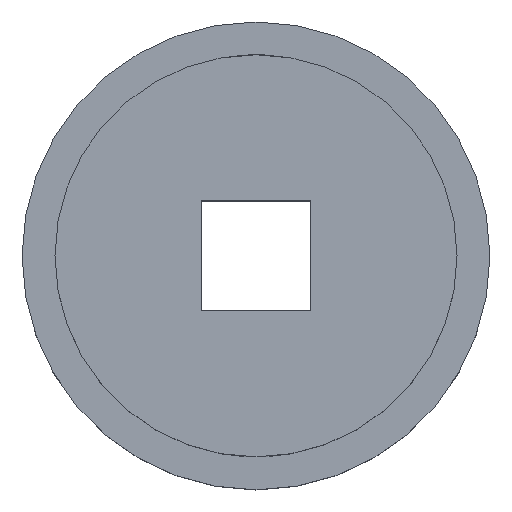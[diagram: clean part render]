
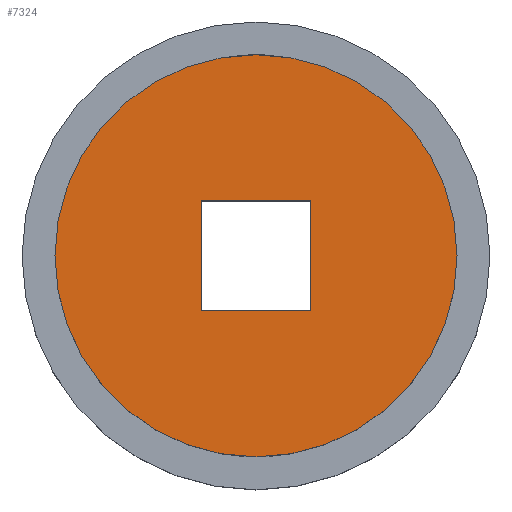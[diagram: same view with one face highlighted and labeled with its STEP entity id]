
A CAD part, top view. The second image highlights one B-rep face of the part: STEP entity #7324.
In plain terms, the highlighted planar face has unit normal (0, 0, 1).
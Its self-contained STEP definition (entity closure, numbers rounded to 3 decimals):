
#36 = ORIENTED_EDGE ( 'NONE', *, *, #6686, .F. ) ;
#44 = ORIENTED_EDGE ( 'NONE', *, *, #9961, .F. ) ;
#354 = CARTESIAN_POINT ( 'NONE',  ( 0., 0., 22. ) ) ;
#408 = EDGE_CURVE ( 'NONE', #10694, #4568, #1576, .T. ) ;
#594 = CARTESIAN_POINT ( 'NONE',  ( 7.5, -7.5, 22. ) ) ;
#1067 = DIRECTION ( 'NONE',  ( 0., 1., 0. ) ) ;
#1133 = LINE ( 'NONE', #2050, #6721 ) ;
#1319 = EDGE_LOOP ( 'NONE', ( #36, #6507, #44, #1625 ) ) ;
#1576 = LINE ( 'NONE', #594, #10735 ) ;
#1625 = ORIENTED_EDGE ( 'NONE', *, *, #6168, .F. ) ;
#1632 = CARTESIAN_POINT ( 'NONE',  ( 0., 0., 22. ) ) ;
#1865 = LINE ( 'NONE', #2774, #7533 ) ;
#2050 = CARTESIAN_POINT ( 'NONE',  ( 7.5, 7.5, 22. ) ) ;
#2162 = DIRECTION ( 'NONE',  ( 0., -1., 0. ) ) ;
#2258 = AXIS2_PLACEMENT_3D ( 'NONE', #1632, #5585, #12807 ) ;
#2375 = DIRECTION ( 'NONE',  ( 0., 0., 1. ) ) ;
#2774 = CARTESIAN_POINT ( 'NONE',  ( -7.5, 7.5, 22. ) ) ;
#3146 = EDGE_CURVE ( 'NONE', #6854, #11834, #9959, .T. ) ;
#3368 = VERTEX_POINT ( 'NONE', #7648 ) ;
#4114 = CIRCLE ( 'NONE', #2258, 27.5 ) ;
#4136 = AXIS2_PLACEMENT_3D ( 'NONE', #8364, #6411, #12153 ) ;
#4355 = LINE ( 'NONE', #5262, #6146 ) ;
#4568 = VERTEX_POINT ( 'NONE', #12291 ) ;
#5262 = CARTESIAN_POINT ( 'NONE',  ( -7.5, -7.5, 22. ) ) ;
#5585 = DIRECTION ( 'NONE',  ( 0., 0., 1. ) ) ;
#5648 = EDGE_LOOP ( 'NONE', ( #12107, #6869 ) ) ;
#5726 = CARTESIAN_POINT ( 'NONE',  ( 27.5, 0., 22. ) ) ;
#5824 = DIRECTION ( 'NONE',  ( -1., 0., 0. ) ) ;
#5992 = DIRECTION ( 'NONE',  ( 1., 0., 0. ) ) ;
#6081 = CARTESIAN_POINT ( 'NONE',  ( -7.5, 7.5, 22. ) ) ;
#6146 = VECTOR ( 'NONE', #2162, 1000. ) ;
#6168 = EDGE_CURVE ( 'NONE', #3368, #6491, #1865, .T. ) ;
#6411 = DIRECTION ( 'NONE',  ( 0., 0., 1. ) ) ;
#6491 = VERTEX_POINT ( 'NONE', #6081 ) ;
#6507 = ORIENTED_EDGE ( 'NONE', *, *, #408, .F. ) ;
#6686 = EDGE_CURVE ( 'NONE', #4568, #3368, #1133, .T. ) ;
#6721 = VECTOR ( 'NONE', #1067, 1000. ) ;
#6854 = VERTEX_POINT ( 'NONE', #10677 ) ;
#6869 = ORIENTED_EDGE ( 'NONE', *, *, #12349, .T. ) ;
#7120 = AXIS2_PLACEMENT_3D ( 'NONE', #354, #2375, #7381 ) ;
#7264 = FACE_OUTER_BOUND ( 'NONE', #5648, .T. ) ;
#7324 = ADVANCED_FACE ( 'NONE', ( #9206, #7264 ), #10380, .T. ) ;
#7381 = DIRECTION ( 'NONE',  ( 1., 0., 0. ) ) ;
#7533 = VECTOR ( 'NONE', #5824, 1000. ) ;
#7648 = CARTESIAN_POINT ( 'NONE',  ( 7.5, 7.5, 22. ) ) ;
#8364 = CARTESIAN_POINT ( 'NONE',  ( 0., 0., 22. ) ) ;
#9206 = FACE_BOUND ( 'NONE', #1319, .T. ) ;
#9959 = CIRCLE ( 'NONE', #4136, 27.5 ) ;
#9961 = EDGE_CURVE ( 'NONE', #6491, #10694, #4355, .T. ) ;
#10188 = CARTESIAN_POINT ( 'NONE',  ( -7.5, -7.5, 22. ) ) ;
#10380 = PLANE ( 'NONE',  #7120 ) ;
#10677 = CARTESIAN_POINT ( 'NONE',  ( -27.5, 0., 22. ) ) ;
#10694 = VERTEX_POINT ( 'NONE', #10188 ) ;
#10735 = VECTOR ( 'NONE', #5992, 1000. ) ;
#11834 = VERTEX_POINT ( 'NONE', #5726 ) ;
#12107 = ORIENTED_EDGE ( 'NONE', *, *, #3146, .T. ) ;
#12153 = DIRECTION ( 'NONE',  ( 1., 0., 0. ) ) ;
#12291 = CARTESIAN_POINT ( 'NONE',  ( 7.5, -7.5, 22. ) ) ;
#12349 = EDGE_CURVE ( 'NONE', #11834, #6854, #4114, .T. ) ;
#12807 = DIRECTION ( 'NONE',  ( 1., 0., 0. ) ) ;
